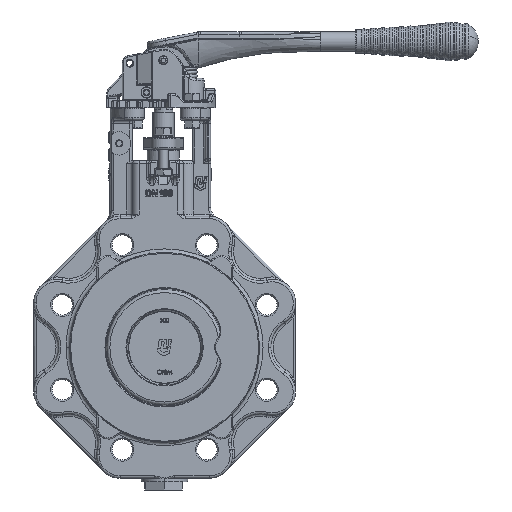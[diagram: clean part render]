
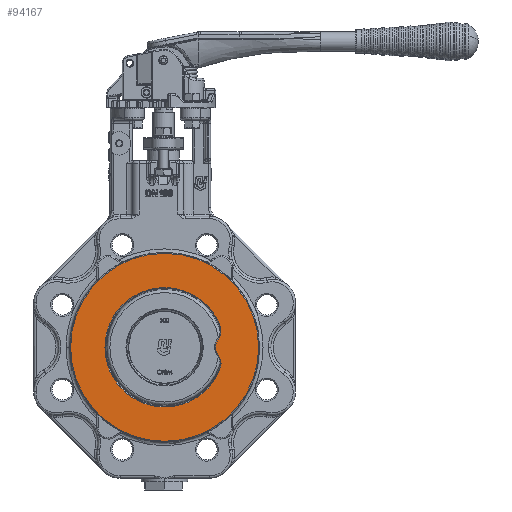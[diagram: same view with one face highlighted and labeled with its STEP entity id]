
A CAD part, front view. The second image highlights one B-rep face of the part: STEP entity #94167.
In plain terms, the highlighted planar face has unit normal (0, -1, 0).
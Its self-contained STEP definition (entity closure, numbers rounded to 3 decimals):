
#94069=CARTESIAN_POINT('',(0.,-28.,37.967));
#94070=DIRECTION('',(0.,1.,-0.));
#94071=DIRECTION('',(0.,0.,1.));
#94072=AXIS2_PLACEMENT_3D('',#94069,#94070,#94071);
#94073=PLANE('',#94072);
#94074=CARTESIAN_POINT('',(-0.,-28.,80.707));
#94075=VERTEX_POINT('',#94074);
#94076=CARTESIAN_POINT('',(0.,-28.,0.));
#94077=DIRECTION('',(-0.,-1.,0.));
#94078=DIRECTION('',(0.,0.,1.));
#94079=AXIS2_PLACEMENT_3D('',#94076,#94077,#94078);
#94080=CIRCLE('',#94079,80.707);
#94081=EDGE_CURVE('',#94075,#94075,#94080,.T.);
#94082=ORIENTED_EDGE('',*,*,#94081,.T.);
#94083=EDGE_LOOP('',(#94082));
#94084=FACE_BOUND('',#94083,.T.);
#94085=CARTESIAN_POINT('',(45.915,-28.,-6.753));
#94086=VERTEX_POINT('',#94085);
#94087=CARTESIAN_POINT('',(47.51,-28.,-19.034));
#94088=VERTEX_POINT('',#94087);
#94089=CARTESIAN_POINT('',(45.915,-28.,-6.753));
#94090=CARTESIAN_POINT('',(46.885,-28.,-8.035));
#94091=CARTESIAN_POINT('',(47.498,-28.,-9.566));
#94092=CARTESIAN_POINT('',(48.098,-28.,-11.066));
#94093=CARTESIAN_POINT('',(48.309,-28.,-12.687));
#94094=CARTESIAN_POINT('',(48.519,-28.,-14.307));
#94095=CARTESIAN_POINT('',(48.321,-28.,-15.911));
#94096=CARTESIAN_POINT('',(48.12,-28.,-17.547));
#94097=CARTESIAN_POINT('',(47.51,-28.,-19.034));
#94098=B_SPLINE_CURVE_WITH_KNOTS('',2,(#94089,#94090,#94091,#94092,#94093,#94094,#94095,#94096,#94097),.UNSPECIFIED.,.F.,.F.,(3,2,2,2,3),(0.,0.25,0.5,0.75,1.),.UNSPECIFIED.);
#94099=EDGE_CURVE('',#94086,#94088,#94098,.T.);
#94100=ORIENTED_EDGE('',*,*,#94099,.T.);
#94101=CARTESIAN_POINT('',(47.51,-28.,19.034));
#94102=VERTEX_POINT('',#94101);
#94103=CARTESIAN_POINT('',(47.51,-28.,-19.034));
#94104=CARTESIAN_POINT('',(44.174,-28.,-27.335));
#94105=CARTESIAN_POINT('',(38.27,-28.,-33.983));
#94106=CARTESIAN_POINT('',(32.348,-28.,-40.652));
#94107=CARTESIAN_POINT('',(24.519,-28.,-44.925));
#94108=CARTESIAN_POINT('',(16.689,-28.,-49.199));
#94109=CARTESIAN_POINT('',(7.877,-28.,-50.571));
#94110=CARTESIAN_POINT('',(-0.939,-28.,-51.943));
#94111=CARTESIAN_POINT('',(-9.693,-28.,-50.254));
#94112=CARTESIAN_POINT('',(-18.455,-28.,-48.564));
#94113=CARTESIAN_POINT('',(-26.12,-28.,-44.014));
#94114=CARTESIAN_POINT('',(-33.797,-28.,-39.456));
#94115=CARTESIAN_POINT('',(-39.467,-28.,-32.585));
#94116=CARTESIAN_POINT('',(-45.151,-28.,-25.698));
#94117=CARTESIAN_POINT('',(-48.162,-28.,-17.316));
#94118=CARTESIAN_POINT('',(-51.181,-28.,-8.912));
#94119=CARTESIAN_POINT('',(-51.18,-28.,-0.006));
#94120=CARTESIAN_POINT('',(-51.18,-28.,8.926));
#94121=CARTESIAN_POINT('',(-48.167,-28.,17.304));
#94122=CARTESIAN_POINT('',(-45.143,-28.,25.712));
#94123=CARTESIAN_POINT('',(-39.476,-28.,32.574));
#94124=CARTESIAN_POINT('',(-33.786,-28.,39.464));
#94125=CARTESIAN_POINT('',(-26.135,-28.,44.005));
#94126=CARTESIAN_POINT('',(-18.451,-28.,48.564));
#94127=CARTESIAN_POINT('',(-9.713,-28.,50.25));
#94128=CARTESIAN_POINT('',(-0.94,-28.,51.943));
#94129=CARTESIAN_POINT('',(7.852,-28.,50.574));
#94130=CARTESIAN_POINT('',(16.682,-28.,49.2));
#94131=CARTESIAN_POINT('',(24.493,-28.,44.939));
#94132=CARTESIAN_POINT('',(32.332,-28.,40.663));
#94133=CARTESIAN_POINT('',(38.247,-28.,34.009));
#94134=CARTESIAN_POINT('',(44.19,-28.,27.323));
#94135=CARTESIAN_POINT('',(47.51,-28.,19.034));
#94136=B_SPLINE_CURVE_WITH_KNOTS('',2,(#94103,#94104,#94105,#94106,#94107,#94108,#94109,#94110,#94111,#94112,#94113,#94114,#94115,#94116,#94117,#94118,#94119,#94120,#94121,#94122,#94123,#94124,#94125,#94126,#94127,#94128,
#94129,#94130,#94131,#94132,#94133,#94134,#94135),.UNSPECIFIED.,.F.,.F.,(3,2,2,2,2,2,2,2,2,2,2,2,2,2,2,2,3),(0.,0.063,0.125,0.188,0.25,0.313,0.375,0.438,0.5,0.563,0.625,0.688,0.75,0.813,0.875,0.938,1.),.UNSPECIFIED.);
#94137=EDGE_CURVE('',#94088,#94102,#94136,.T.);
#94138=ORIENTED_EDGE('',*,*,#94137,.T.);
#94139=CARTESIAN_POINT('',(45.915,-28.,6.753));
#94140=VERTEX_POINT('',#94139);
#94141=CARTESIAN_POINT('',(47.51,-28.,19.034));
#94142=CARTESIAN_POINT('',(48.12,-28.,17.547));
#94143=CARTESIAN_POINT('',(48.321,-28.,15.91));
#94144=CARTESIAN_POINT('',(48.519,-28.,14.307));
#94145=CARTESIAN_POINT('',(48.308,-28.,12.685));
#94146=CARTESIAN_POINT('',(48.098,-28.,11.065));
#94147=CARTESIAN_POINT('',(47.497,-28.,9.564));
#94148=CARTESIAN_POINT('',(46.885,-28.,8.035));
#94149=CARTESIAN_POINT('',(45.915,-28.,6.753));
#94150=B_SPLINE_CURVE_WITH_KNOTS('',2,(#94141,#94142,#94143,#94144,#94145,#94146,#94147,#94148,#94149),.UNSPECIFIED.,.F.,.F.,(3,2,2,2,3),(0.,0.25,0.5,0.75,1.),.UNSPECIFIED.);
#94151=EDGE_CURVE('',#94102,#94140,#94150,.T.);
#94152=ORIENTED_EDGE('',*,*,#94151,.T.);
#94153=CARTESIAN_POINT('',(45.915,-28.,6.753));
#94154=CARTESIAN_POINT('',(44.835,-28.,5.308));
#94155=CARTESIAN_POINT('',(44.257,-28.,3.561));
#94156=CARTESIAN_POINT('',(43.682,-28.,1.821));
#94157=CARTESIAN_POINT('',(43.681,-28.,0.008));
#94158=CARTESIAN_POINT('',(43.679,-28.,-1.805));
#94159=CARTESIAN_POINT('',(44.254,-28.,-3.547));
#94160=CARTESIAN_POINT('',(44.83,-28.,-5.296));
#94161=CARTESIAN_POINT('',(45.915,-28.,-6.753));
#94162=B_SPLINE_CURVE_WITH_KNOTS('',2,(#94153,#94154,#94155,#94156,#94157,#94158,#94159,#94160,#94161),.UNSPECIFIED.,.F.,.F.,(3,2,2,2,3),(0.,0.25,0.5,0.75,1.),.UNSPECIFIED.);
#94163=EDGE_CURVE('',#94140,#94086,#94162,.T.);
#94164=ORIENTED_EDGE('',*,*,#94163,.T.);
#94165=EDGE_LOOP('',(#94100,#94138,#94152,#94164));
#94166=FACE_BOUND('',#94165,.T.);
#94167=ADVANCED_FACE('',(#94084,#94166),#94073,.F.);
